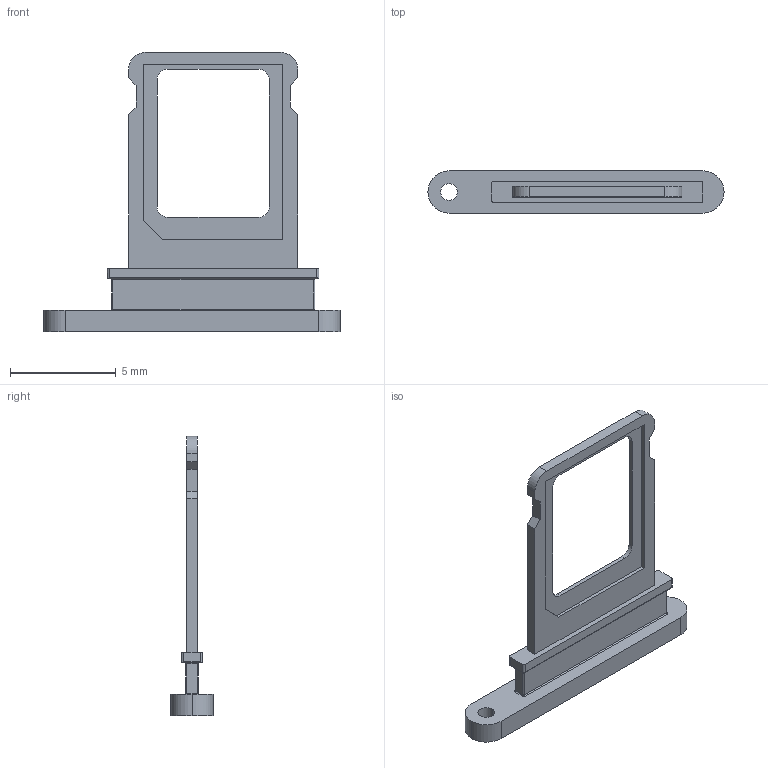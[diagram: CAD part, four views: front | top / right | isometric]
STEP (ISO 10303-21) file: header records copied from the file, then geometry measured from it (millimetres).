
FILE_DESCRIPTION (( 'STEP AP214' ), '1' );
FILE_NAME ('SIM¿¨²Û.STEP', '2025-01-15T03:44:00', ( '' ), ( '' ), 'SwSTEP 2.0', 'SolidWorks 2024', '' );
FILE_SCHEMA (( 'AUTOMOTIVE_DESIGN' ));
Length unit declared in the file: millimetre
Products named in the file (1): SIM卡槽
Bounding box: 14 x 2 x 13.2 mm (x, y, z)
Volume: 56.8 mm3; surface area: 245.2 mm2
Topology: 1 solids, 1 shells, 82 faces, 209 edges, 134 vertices
Faces by surface type: plane 43, cylinder 31, torus 8
Entity records: 2574 total; most frequent: CARTESIAN_POINT 534, DIRECTION 421, ORIENTED_EDGE 418, EDGE_CURVE 209, AXIS2_PLACEMENT_3D 141, LINE 139, VECTOR 139, VERTEX_POINT 134
